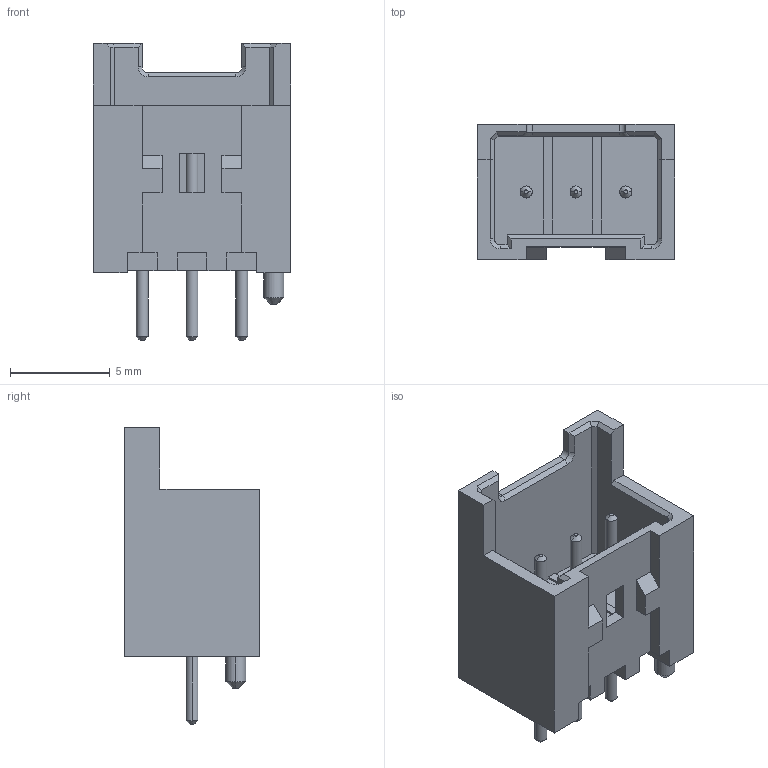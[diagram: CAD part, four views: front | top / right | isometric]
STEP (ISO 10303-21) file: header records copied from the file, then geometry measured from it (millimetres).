
FILE_DESCRIPTION (( 'STEP AP214' ), '1' );
FILE_NAME ('CONN-TH_3P-P2.50_533750310.step', '2023-04-10T01:48:37', ( '' ), ( '' ), 'SwSTEP 2.0', 'SolidWorks 2020', '' );
FILE_SCHEMA (( 'AUTOMOTIVE_DESIGN' ));
Length unit declared in the file: millimetre
Products named in the file (1): CONN-TH_3P-P2.50_533750310
Bounding box: 9.9 x 6.8 x 14.9 mm (x, y, z)
Volume: 346.2 mm3; surface area: 688.4 mm2
Topology: 14 solids, 14 shells, 362 faces, 949 edges, 622 vertices
Faces by surface type: plane 228, bspline 98, cone 18, cylinder 18
Entity records: 15684 total; most frequent: CARTESIAN_POINT 3240, ORIENTED_EDGE 1898, DIRECTION 1333, EDGE_CURVE 949, VECTOR 695, LINE 695, VERTEX_POINT 622, EDGE_LOOP 383
